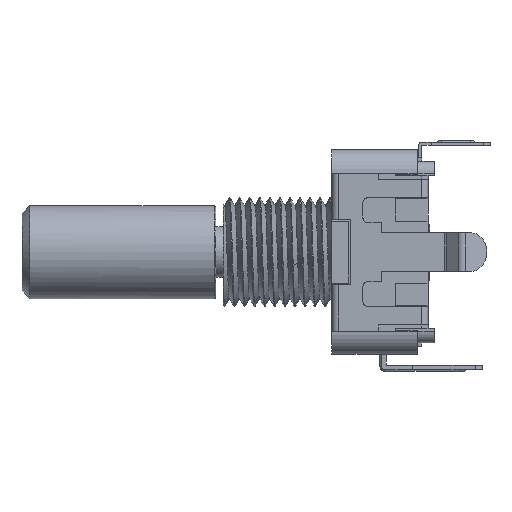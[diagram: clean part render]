
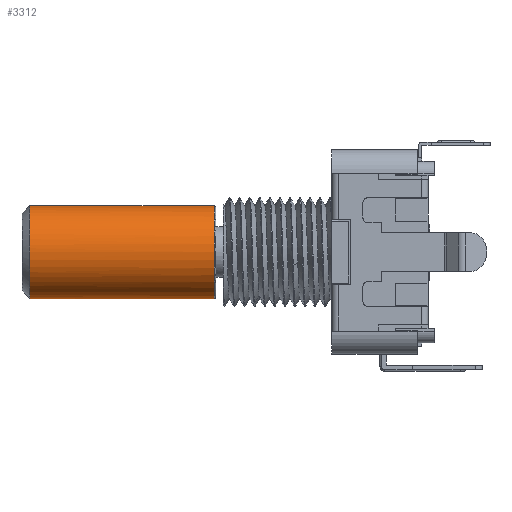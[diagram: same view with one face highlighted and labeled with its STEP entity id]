
A CAD part, left-side view. The second image highlights one B-rep face of the part: STEP entity #3312.
In plain terms, the highlighted cylindrical face has radius 3 mm (diameter 6 mm), a partial arc.
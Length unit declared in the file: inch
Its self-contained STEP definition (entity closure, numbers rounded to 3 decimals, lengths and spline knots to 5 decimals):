
#47 = LINE ( 'NONE', #13584, #6523 ) ;
#607 = CARTESIAN_POINT ( 'NONE',  ( -0.01546, 0.81102, -0.11811 ) ) ;
#1027 = EDGE_CURVE ( 'NONE', #14541, #6098, #14981, .T. ) ;
#1167 = EDGE_CURVE ( 'NONE', #7847, #11719, #14919, .T. ) ;
#2044 = CARTESIAN_POINT ( 'NONE',  ( 0., 0.81102, -0.11811 ) ) ;
#2367 = CARTESIAN_POINT ( 'NONE',  ( -0.1032, 0.81102, -0.05948 ) ) ;
#3312 = ADVANCED_FACE ( 'NONE', ( #12898 ), #6559, .F. ) ;
#3366 = ORIENTED_EDGE ( 'NONE', *, *, #10714, .F. ) ;
#3787 = CARTESIAN_POINT ( 'NONE',  ( 0., 0.34252, 0. ) ) ;
#3896 = CARTESIAN_POINT ( 'NONE',  ( -0.09445, 0.81102, -0.07258 ) ) ;
#4137 = DIRECTION ( 'NONE',  ( 0., -1., 0. ) ) ;
#4362 = CARTESIAN_POINT ( 'NONE',  ( -0.11811, 0.81102, 0. ) ) ;
#4561 = VERTEX_POINT ( 'NONE', #12497 ) ;
#5294 = CARTESIAN_POINT ( 'NONE',  ( -0.05948, 0.81102, -0.1032 ) ) ;
#5443 = CARTESIAN_POINT ( 'NONE',  ( -0.01546, 0.81102, 0.11811 ) ) ;
#6098 = VERTEX_POINT ( 'NONE', #17801 ) ;
#6523 = VECTOR ( 'NONE', #6817, 39.37008 ) ;
#6559 = CYLINDRICAL_SURFACE ( 'NONE', #16042, 0.11811 ) ;
#6671 = CARTESIAN_POINT ( 'NONE',  ( -0.03092, 0.81102, -0.11504 ) ) ;
#6713 = CARTESIAN_POINT ( 'NONE',  ( -0.05948, 0.81102, 0.1032 ) ) ;
#6816 = EDGE_CURVE ( 'NONE', #6098, #4561, #12132, .T. ) ;
#6817 = DIRECTION ( 'NONE',  ( 0., -1., 0. ) ) ;
#7075 = CARTESIAN_POINT ( 'NONE',  ( -0.11811, 0.81102, 0.01546 ) ) ;
#7167 = ORIENTED_EDGE ( 'NONE', *, *, #1167, .F. ) ;
#7427 = CARTESIAN_POINT ( 'NONE',  ( 0., 0.34252, 0.11811 ) ) ;
#7519 = AXIS2_PLACEMENT_3D ( 'NONE', #3787, #9489, #9221 ) ;
#7847 = VERTEX_POINT ( 'NONE', #15182 ) ;
#8369 = CARTESIAN_POINT ( 'NONE',  ( -0.1032, 0.81102, 0.05948 ) ) ;
#8450 = DIRECTION ( 'NONE',  ( 0.998, 0., -0.063 ) ) ;
#8552 = ORIENTED_EDGE ( 'NONE', *, *, #13252, .F. ) ;
#9071 = EDGE_LOOP ( 'NONE', ( #8552, #15830, #9612, #13193, #3366, #7167 ) ) ;
#9221 = DIRECTION ( 'NONE',  ( -0.998, 0., 0.063 ) ) ;
#9471 = CARTESIAN_POINT ( 'NONE',  ( -0.11811, 0.81102, -0.01546 ) ) ;
#9489 = DIRECTION ( 'NONE',  ( 0., -1., 0. ) ) ;
#9515 = CARTESIAN_POINT ( 'NONE',  ( -0.03091, 0.81102, 0.11504 ) ) ;
#9604 = CARTESIAN_POINT ( 'NONE',  ( -0.07258, 0.81102, -0.09445 ) ) ;
#9612 = ORIENTED_EDGE ( 'NONE', *, *, #1027, .T. ) ;
#9820 = CARTESIAN_POINT ( 'NONE',  ( 0., 0.57677, 0.11811 ) ) ;
#10714 = EDGE_CURVE ( 'NONE', #11719, #4561, #47, .T. ) ;
#10814 = CARTESIAN_POINT ( 'NONE',  ( 0., 0.81102, 0.11811 ) ) ;
#10917 = VECTOR ( 'NONE', #14131, 39.37008 ) ;
#11132 = LINE ( 'NONE', #9820, #10917 ) ;
#11232 = B_SPLINE_CURVE_WITH_KNOTS ( 'NONE', 3,
 ( #16802, #5443, #9515, #6713, #13961, #11414, #8369, #17968, #7075, #12437 ),
 .UNSPECIFIED., .F., .F.,
 ( 4, 2, 2, 2, 4 ),
 ( 0.25, 0.4375, 0.625, 0.8125, 1. ),
 .UNSPECIFIED. ) ;
#11414 = CARTESIAN_POINT ( 'NONE',  ( -0.09445, 0.81102, 0.07258 ) ) ;
#11719 = VERTEX_POINT ( 'NONE', #16195 ) ;
#11828 = CARTESIAN_POINT ( 'NONE',  ( 0., 0.57677, 0. ) ) ;
#12076 = DIRECTION ( 'NONE',  ( 0., -1., 0. ) ) ;
#12132 = CIRCLE ( 'NONE', #7519, 0.11811 ) ;
#12437 = CARTESIAN_POINT ( 'NONE',  ( -0.11811, 0.81102, 0. ) ) ;
#12497 = CARTESIAN_POINT ( 'NONE',  ( 0., 0.34252, -0.11811 ) ) ;
#12898 = FACE_OUTER_BOUND ( 'NONE', #9071, .T. ) ;
#13193 = ORIENTED_EDGE ( 'NONE', *, *, #6816, .T. ) ;
#13252 = EDGE_CURVE ( 'NONE', #15972, #7847, #11232, .T. ) ;
#13584 = CARTESIAN_POINT ( 'NONE',  ( 0., 0.57677, -0.11811 ) ) ;
#13801 = CARTESIAN_POINT ( 'NONE',  ( 0., 0.34252, 0. ) ) ;
#13961 = CARTESIAN_POINT ( 'NONE',  ( -0.07258, 0.81102, 0.09445 ) ) ;
#14131 = DIRECTION ( 'NONE',  ( 0., -1., 0. ) ) ;
#14541 = VERTEX_POINT ( 'NONE', #7427 ) ;
#14919 = B_SPLINE_CURVE_WITH_KNOTS ( 'NONE', 3,
 ( #4362, #9471, #15161, #2367, #3896, #9604, #5294, #6671, #607, #2044 ),
 .UNSPECIFIED., .F., .F.,
 ( 4, 2, 2, 2, 4 ),
 ( 0., 0.1875, 0.375, 0.5625, 0.75 ),
 .UNSPECIFIED. ) ;
#14981 = CIRCLE ( 'NONE', #16281, 0.11811 ) ;
#15161 = CARTESIAN_POINT ( 'NONE',  ( -0.11504, 0.81102, -0.03092 ) ) ;
#15182 = CARTESIAN_POINT ( 'NONE',  ( -0.11811, 0.81102, 0. ) ) ;
#15830 = ORIENTED_EDGE ( 'NONE', *, *, #17783, .T. ) ;
#15972 = VERTEX_POINT ( 'NONE', #10814 ) ;
#16042 = AXIS2_PLACEMENT_3D ( 'NONE', #11828, #12076, #17952 ) ;
#16195 = CARTESIAN_POINT ( 'NONE',  ( 0., 0.81102, -0.11811 ) ) ;
#16281 = AXIS2_PLACEMENT_3D ( 'NONE', #13801, #4137, #8450 ) ;
#16802 = CARTESIAN_POINT ( 'NONE',  ( 0., 0.81102, 0.11811 ) ) ;
#17783 = EDGE_CURVE ( 'NONE', #15972, #14541, #11132, .T. ) ;
#17801 = CARTESIAN_POINT ( 'NONE',  ( -0.11811, 0.34252, 0. ) ) ;
#17952 = DIRECTION ( 'NONE',  ( 0., 0., -1. ) ) ;
#17968 = CARTESIAN_POINT ( 'NONE',  ( -0.11504, 0.81102, 0.03092 ) ) ;
